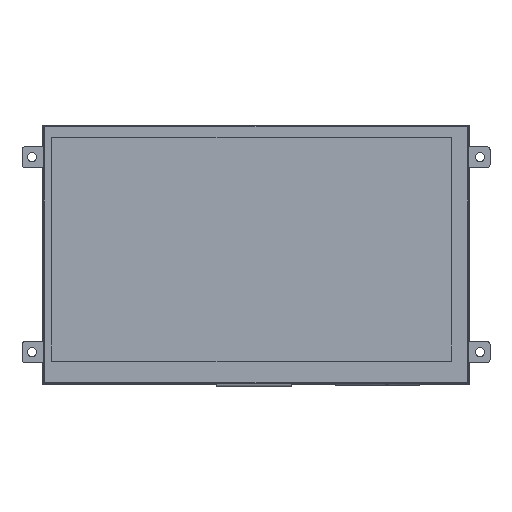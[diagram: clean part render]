
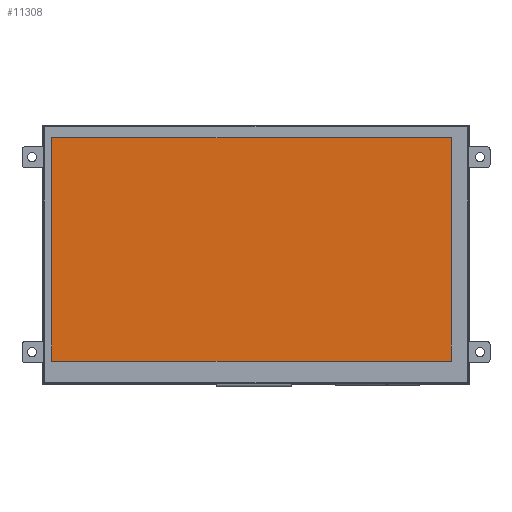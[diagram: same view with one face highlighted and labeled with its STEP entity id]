
A CAD part, top view. The second image highlights one B-rep face of the part: STEP entity #11308.
In plain terms, the highlighted planar face has unit normal (0, 0, 1).
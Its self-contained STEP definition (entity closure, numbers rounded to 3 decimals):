
#673=FACE_OUTER_BOUND('',#1272,.T.);
#1272=EDGE_LOOP('',(#7617,#7618,#7619,#7620));
#1905=LINE('',#16278,#3317);
#1909=LINE('',#16286,#3321);
#1912=LINE('',#16292,#3324);
#1915=LINE('',#16297,#3327);
#3317=VECTOR('',#13150,10.);
#3321=VECTOR('',#13156,10.);
#3324=VECTOR('',#13161,10.);
#3327=VECTOR('',#13166,10.);
#4717=VERTEX_POINT('',#16276);
#4718=VERTEX_POINT('',#16277);
#4721=VERTEX_POINT('',#16285);
#4723=VERTEX_POINT('',#16291);
#5851=EDGE_CURVE('',#4717,#4718,#1905,.T.);
#5855=EDGE_CURVE('',#4721,#4717,#1909,.T.);
#5858=EDGE_CURVE('',#4723,#4721,#1912,.T.);
#5861=EDGE_CURVE('',#4718,#4723,#1915,.T.);
#7617=ORIENTED_EDGE('',*,*,#5861,.F.);
#7618=ORIENTED_EDGE('',*,*,#5851,.F.);
#7619=ORIENTED_EDGE('',*,*,#5855,.F.);
#7620=ORIENTED_EDGE('',*,*,#5858,.F.);
#10840=PLANE('',#12190);
#11308=ADVANCED_FACE('',(#673),#10840,.T.);
#12190=AXIS2_PLACEMENT_3D('',#16300,#13170,#13171);
#13150=DIRECTION('',(0.,1.,0.));
#13156=DIRECTION('',(-1.,0.,0.));
#13161=DIRECTION('',(0.,-1.,0.));
#13166=DIRECTION('',(1.,0.,0.));
#13170=DIRECTION('center_axis',(0.,0.,1.));
#13171=DIRECTION('ref_axis',(1.,0.,0.));
#16276=CARTESIAN_POINT('',(-79.235,-41.285,1.1));
#16277=CARTESIAN_POINT('',(-79.235,45.435,1.1));
#16278=CARTESIAN_POINT('',(-79.235,-41.285,1.1));
#16285=CARTESIAN_POINT('',(75.775,-41.285,1.1));
#16286=CARTESIAN_POINT('',(75.775,-41.285,1.1));
#16291=CARTESIAN_POINT('',(75.775,45.435,1.1));
#16292=CARTESIAN_POINT('',(75.775,45.435,1.1));
#16297=CARTESIAN_POINT('',(-79.235,45.435,1.1));
#16300=CARTESIAN_POINT('Origin',(-1.73,2.075,1.1));
